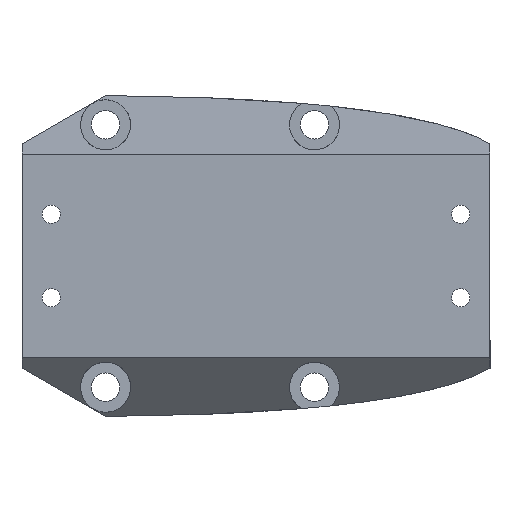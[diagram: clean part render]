
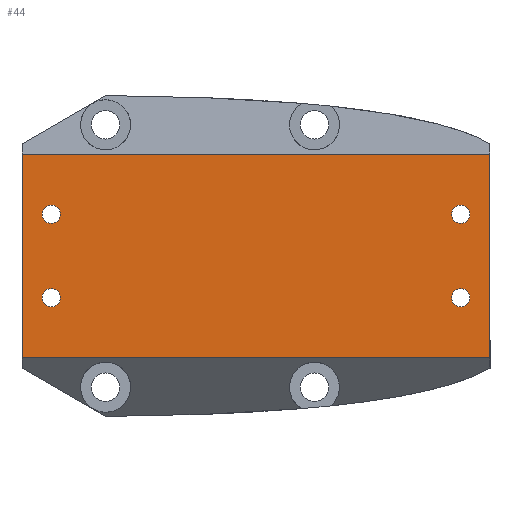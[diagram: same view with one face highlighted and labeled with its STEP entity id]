
A CAD part, front view. The second image highlights one B-rep face of the part: STEP entity #44.
In plain terms, the highlighted planar face has unit normal (0, -1, 0).
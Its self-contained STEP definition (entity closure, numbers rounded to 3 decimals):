
#2 = EDGE_LOOP ( 'NONE', ( #697, #1646 ) ) ;
#28 = CIRCLE ( 'NONE', #1098, 1.1 ) ;
#40 = DIRECTION ( 'NONE',  ( 0., -1., 0. ) ) ;
#44 = ADVANCED_FACE ( 'NONE', ( #1140, #302, #700, #125, #1435 ), #1262, .T. ) ;
#55 = CARTESIAN_POINT ( 'NONE',  ( -4.3, -1., -15.2 ) ) ;
#58 = CIRCLE ( 'NONE', #118, 1.1 ) ;
#70 = DIRECTION ( 'NONE',  ( 0., -1., 0. ) ) ;
#118 = AXIS2_PLACEMENT_3D ( 'NONE', #941, #1501, #1370 ) ;
#125 = FACE_BOUND ( 'NONE', #2, .T. ) ;
#129 = ORIENTED_EDGE ( 'NONE', *, *, #506, .F. ) ;
#132 = CARTESIAN_POINT ( 'NONE',  ( 48.2, -1., 2. ) ) ;
#143 = LINE ( 'NONE', #1556, #803 ) ;
#183 = DIRECTION ( 'NONE',  ( 0., -1., 0. ) ) ;
#222 = EDGE_CURVE ( 'NONE', #1399, #1266, #28, .T. ) ;
#223 = CARTESIAN_POINT ( 'NONE',  ( -4.3, -1., -14.1 ) ) ;
#233 = CIRCLE ( 'NONE', #443, 1.1 ) ;
#244 = DIRECTION ( 'NONE',  ( 0., -1., 0. ) ) ;
#253 = CARTESIAN_POINT ( 'NONE',  ( 44.7, -1., -6.3 ) ) ;
#258 = CARTESIAN_POINT ( 'NONE',  ( -7.8, -1., 2. ) ) ;
#267 = AXIS2_PLACEMENT_3D ( 'NONE', #412, #1819, #1112 ) ;
#270 = ORIENTED_EDGE ( 'NONE', *, *, #338, .F. ) ;
#281 = DIRECTION ( 'NONE',  ( 0., 0., -1. ) ) ;
#302 = FACE_BOUND ( 'NONE', #482, .T. ) ;
#338 = EDGE_CURVE ( 'NONE', #1795, #1173, #1010, .T. ) ;
#367 = VERTEX_POINT ( 'NONE', #132 ) ;
#400 = CARTESIAN_POINT ( 'NONE',  ( 44.7, -1., -4.1 ) ) ;
#412 = CARTESIAN_POINT ( 'NONE',  ( 44.7, -1., -5.2 ) ) ;
#420 = EDGE_CURVE ( 'NONE', #1266, #1399, #233, .T. ) ;
#427 = VERTEX_POINT ( 'NONE', #1007 ) ;
#436 = VERTEX_POINT ( 'NONE', #875 ) ;
#443 = AXIS2_PLACEMENT_3D ( 'NONE', #855, #1553, #281 ) ;
#455 = CARTESIAN_POINT ( 'NONE',  ( -7.8, -1., 2. ) ) ;
#456 = EDGE_CURVE ( 'NONE', #1471, #427, #1185, .T. ) ;
#482 = EDGE_LOOP ( 'NONE', ( #607, #1676 ) ) ;
#505 = VERTEX_POINT ( 'NONE', #1167 ) ;
#506 = EDGE_CURVE ( 'NONE', #1173, #1795, #592, .T. ) ;
#555 = DIRECTION ( 'NONE',  ( 0., 0., 1. ) ) ;
#592 = CIRCLE ( 'NONE', #1214, 1.1 ) ;
#596 = VECTOR ( 'NONE', #872, 1000. ) ;
#607 = ORIENTED_EDGE ( 'NONE', *, *, #222, .F. ) ;
#617 = DIRECTION ( 'NONE',  ( 0., 0., -1. ) ) ;
#619 = CARTESIAN_POINT ( 'NONE',  ( -7.8, -1., -22.4 ) ) ;
#660 = CARTESIAN_POINT ( 'NONE',  ( -4.3, -1., -5.2 ) ) ;
#694 = DIRECTION ( 'NONE',  ( 0., 0., -1. ) ) ;
#697 = ORIENTED_EDGE ( 'NONE', *, *, #456, .F. ) ;
#699 = EDGE_CURVE ( 'NONE', #427, #1471, #58, .T. ) ;
#700 = FACE_BOUND ( 'NONE', #1018, .T. ) ;
#712 = DIRECTION ( 'NONE',  ( -1., 0., 0. ) ) ;
#713 = AXIS2_PLACEMENT_3D ( 'NONE', #1419, #244, #694 ) ;
#747 = CARTESIAN_POINT ( 'NONE',  ( 44.7, -1., -14.1 ) ) ;
#778 = CARTESIAN_POINT ( 'NONE',  ( 44.7, -1., -5.2 ) ) ;
#803 = VECTOR ( 'NONE', #555, 1000. ) ;
#814 = EDGE_CURVE ( 'NONE', #367, #436, #969, .T. ) ;
#819 = EDGE_LOOP ( 'NONE', ( #1750, #1316 ) ) ;
#855 = CARTESIAN_POINT ( 'NONE',  ( 44.7, -1., -15.2 ) ) ;
#856 = CARTESIAN_POINT ( 'NONE',  ( 0., -1., 0. ) ) ;
#864 = DIRECTION ( 'NONE',  ( 0., -1., 0. ) ) ;
#869 = AXIS2_PLACEMENT_3D ( 'NONE', #660, #70, #1483 ) ;
#872 = DIRECTION ( 'NONE',  ( 0., 0., -1. ) ) ;
#875 = CARTESIAN_POINT ( 'NONE',  ( -7.8, -1., 2. ) ) ;
#910 = LINE ( 'NONE', #1355, #1721 ) ;
#920 = EDGE_CURVE ( 'NONE', #436, #1486, #1153, .T. ) ;
#941 = CARTESIAN_POINT ( 'NONE',  ( -4.3, -1., -15.2 ) ) ;
#956 = VECTOR ( 'NONE', #712, 1000. ) ;
#969 = LINE ( 'NONE', #258, #956 ) ;
#1007 = CARTESIAN_POINT ( 'NONE',  ( -4.3, -1., -16.3 ) ) ;
#1010 = CIRCLE ( 'NONE', #267, 1.1 ) ;
#1018 = EDGE_LOOP ( 'NONE', ( #270, #129 ) ) ;
#1068 = ORIENTED_EDGE ( 'NONE', *, *, #1520, .T. ) ;
#1082 = EDGE_LOOP ( 'NONE', ( #1215, #1068, #1769, #1697 ) ) ;
#1098 = AXIS2_PLACEMENT_3D ( 'NONE', #1319, #40, #617 ) ;
#1104 = EDGE_CURVE ( 'NONE', #505, #1637, #1252, .T. ) ;
#1112 = DIRECTION ( 'NONE',  ( 0., 0., -1. ) ) ;
#1140 = FACE_BOUND ( 'NONE', #819, .T. ) ;
#1153 = LINE ( 'NONE', #455, #596 ) ;
#1167 = CARTESIAN_POINT ( 'NONE',  ( -4.3, -1., -6.3 ) ) ;
#1173 = VERTEX_POINT ( 'NONE', #253 ) ;
#1185 = CIRCLE ( 'NONE', #1509, 1.1 ) ;
#1194 = EDGE_CURVE ( 'NONE', #1637, #505, #1539, .T. ) ;
#1202 = EDGE_CURVE ( 'NONE', #1800, #367, #143, .T. ) ;
#1214 = AXIS2_PLACEMENT_3D ( 'NONE', #778, #1742, #1751 ) ;
#1215 = ORIENTED_EDGE ( 'NONE', *, *, #920, .T. ) ;
#1252 = CIRCLE ( 'NONE', #869, 1.1 ) ;
#1262 = PLANE ( 'NONE',  #1601 ) ;
#1266 = VERTEX_POINT ( 'NONE', #1412 ) ;
#1296 = DIRECTION ( 'NONE',  ( 0., 0., -1. ) ) ;
#1316 = ORIENTED_EDGE ( 'NONE', *, *, #1104, .F. ) ;
#1319 = CARTESIAN_POINT ( 'NONE',  ( 44.7, -1., -15.2 ) ) ;
#1355 = CARTESIAN_POINT ( 'NONE',  ( -7.8, -1., -22.4 ) ) ;
#1370 = DIRECTION ( 'NONE',  ( 0., 0., -1. ) ) ;
#1399 = VERTEX_POINT ( 'NONE', #747 ) ;
#1412 = CARTESIAN_POINT ( 'NONE',  ( 44.7, -1., -16.3 ) ) ;
#1419 = CARTESIAN_POINT ( 'NONE',  ( -4.3, -1., -5.2 ) ) ;
#1435 = FACE_OUTER_BOUND ( 'NONE', #1082, .T. ) ;
#1470 = DIRECTION ( 'NONE',  ( 1., 0., 0. ) ) ;
#1471 = VERTEX_POINT ( 'NONE', #223 ) ;
#1476 = DIRECTION ( 'NONE',  ( 0., 0., -1. ) ) ;
#1483 = DIRECTION ( 'NONE',  ( 0., 0., -1. ) ) ;
#1486 = VERTEX_POINT ( 'NONE', #619 ) ;
#1501 = DIRECTION ( 'NONE',  ( 0., -1., 0. ) ) ;
#1509 = AXIS2_PLACEMENT_3D ( 'NONE', #55, #183, #1476 ) ;
#1520 = EDGE_CURVE ( 'NONE', #1486, #1800, #910, .T. ) ;
#1539 = CIRCLE ( 'NONE', #713, 1.1 ) ;
#1553 = DIRECTION ( 'NONE',  ( 0., -1., 0. ) ) ;
#1556 = CARTESIAN_POINT ( 'NONE',  ( 48.2, -1., 2. ) ) ;
#1601 = AXIS2_PLACEMENT_3D ( 'NONE', #856, #864, #1296 ) ;
#1637 = VERTEX_POINT ( 'NONE', #1801 ) ;
#1646 = ORIENTED_EDGE ( 'NONE', *, *, #699, .F. ) ;
#1676 = ORIENTED_EDGE ( 'NONE', *, *, #420, .F. ) ;
#1697 = ORIENTED_EDGE ( 'NONE', *, *, #814, .T. ) ;
#1711 = CARTESIAN_POINT ( 'NONE',  ( 48.2, -1., -22.4 ) ) ;
#1721 = VECTOR ( 'NONE', #1470, 1000. ) ;
#1742 = DIRECTION ( 'NONE',  ( 0., -1., 0. ) ) ;
#1750 = ORIENTED_EDGE ( 'NONE', *, *, #1194, .F. ) ;
#1751 = DIRECTION ( 'NONE',  ( 0., 0., -1. ) ) ;
#1769 = ORIENTED_EDGE ( 'NONE', *, *, #1202, .T. ) ;
#1795 = VERTEX_POINT ( 'NONE', #400 ) ;
#1800 = VERTEX_POINT ( 'NONE', #1711 ) ;
#1801 = CARTESIAN_POINT ( 'NONE',  ( -4.3, -1., -4.1 ) ) ;
#1819 = DIRECTION ( 'NONE',  ( 0., -1., 0. ) ) ;
